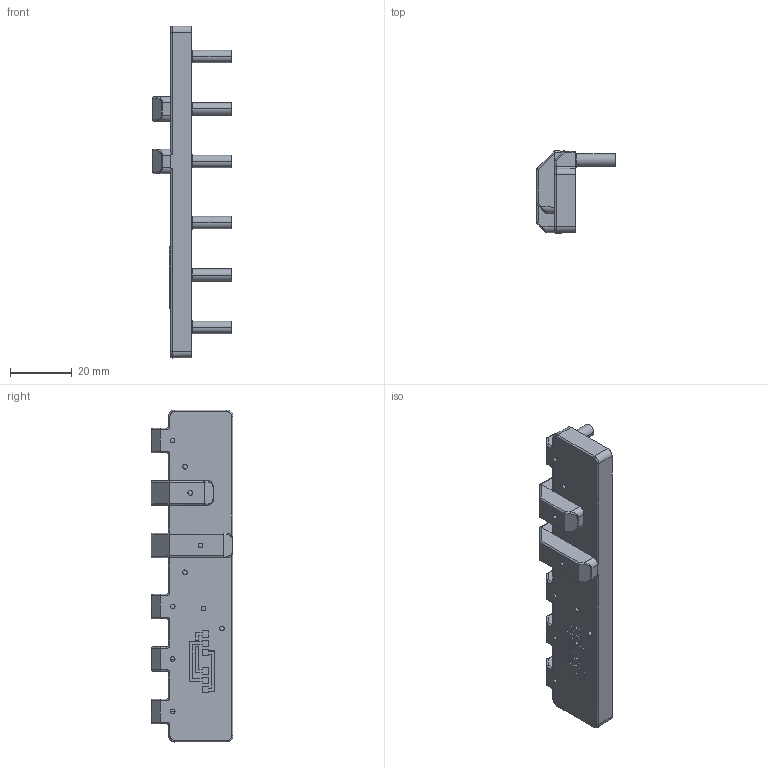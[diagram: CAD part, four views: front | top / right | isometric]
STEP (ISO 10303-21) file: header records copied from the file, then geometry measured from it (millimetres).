
FILE_DESCRIPTION (( 'STEP AP203' ), '1' );
FILE_NAME ('EC-R2.step', '2020-08-11T10:52:40', ( '' ), ( '' ), 'SwSTEP 2.0', 'SolidWorks 2019', '' );
FILE_SCHEMA (( 'CONFIG_CONTROL_DESIGN' ));
Length unit declared in the file: inch
Products named in the file (1): EC-R2
Bounding box: 25.5 x 26.5 x 107.58 mm (x, y, z)
Volume: 18905 mm3; surface area: 13419.3 mm2
Topology: 4 solids, 4 shells, 460 faces, 1134 edges, 714 vertices
Faces by surface type: plane 163, cylinder 156, bspline 126, cone 15
Entity records: 17291 total; most frequent: CARTESIAN_POINT 7444, ORIENTED_EDGE 2260, DIRECTION 1742, EDGE_CURVE 1130, VERTEX_POINT 714, AXIS2_PLACEMENT_3D 588, VECTOR 566, LINE 566
